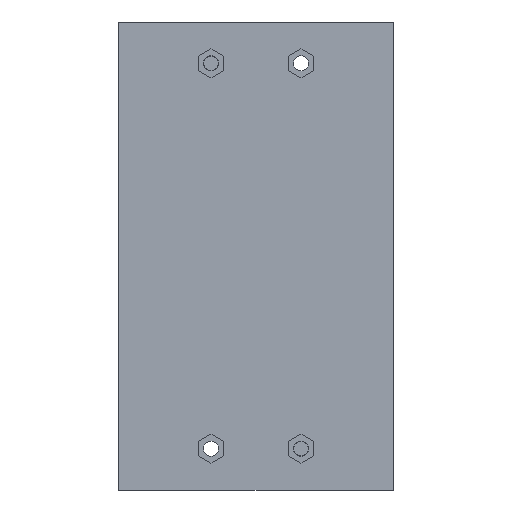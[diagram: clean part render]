
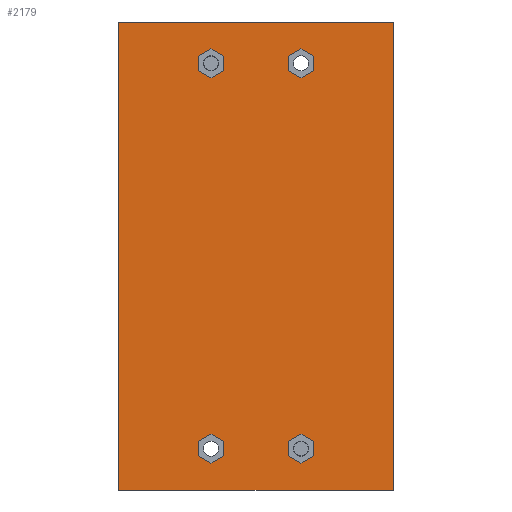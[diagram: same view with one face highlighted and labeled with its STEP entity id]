
A CAD part, front view. The second image highlights one B-rep face of the part: STEP entity #2179.
In plain terms, the highlighted planar face has unit normal (0, -1, 0).
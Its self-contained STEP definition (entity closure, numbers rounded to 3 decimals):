
#1961=AXIS2_PLACEMENT_3D('Plane Axis2P3D',#1958,#1959,#1960) ;
#403=CARTESIAN_POINT('Vertex',(-38.1,0.,-65.)) ;
#408=CARTESIAN_POINT('Line Origine',(-38.1,0.,0.)) ;
#412=CARTESIAN_POINT('Vertex',(-38.1,0.,65.)) ;
#1046=CARTESIAN_POINT('Vertex',(38.1,0.,65.)) ;
#1049=CARTESIAN_POINT('Line Origine',(38.1,0.,0.)) ;
#1053=CARTESIAN_POINT('Vertex',(38.1,0.,-65.)) ;
#1958=CARTESIAN_POINT('Axis2P3D Location',(0.,0.,-65.)) ;
#1963=CARTESIAN_POINT('Line Origine',(0.,0.,-65.)) ;
#1968=CARTESIAN_POINT('Line Origine',(0.,0.,65.)) ;
#1979=CARTESIAN_POINT('Line Origine',(-9.,0.,53.5)) ;
#1983=CARTESIAN_POINT('Vertex',(-9.,0.,51.479)) ;
#1985=CARTESIAN_POINT('Vertex',(-9.,0.,55.521)) ;
#1988=CARTESIAN_POINT('Line Origine',(-10.75,0.,50.469)) ;
#1992=CARTESIAN_POINT('Vertex',(-12.5,0.,49.459)) ;
#1995=CARTESIAN_POINT('Line Origine',(-14.25,0.,50.469)) ;
#1999=CARTESIAN_POINT('Vertex',(-16.,0.,51.479)) ;
#2002=CARTESIAN_POINT('Line Origine',(-16.,0.,53.5)) ;
#2006=CARTESIAN_POINT('Vertex',(-16.,0.,55.521)) ;
#2009=CARTESIAN_POINT('Line Origine',(-14.25,0.,56.531)) ;
#2013=CARTESIAN_POINT('Vertex',(-12.5,0.,57.541)) ;
#2016=CARTESIAN_POINT('Line Origine',(-10.75,0.,56.531)) ;
#2029=CARTESIAN_POINT('Line Origine',(-14.25,0.,-50.469)) ;
#2033=CARTESIAN_POINT('Vertex',(-12.5,0.,-49.459)) ;
#2035=CARTESIAN_POINT('Vertex',(-16.,0.,-51.479)) ;
#2038=CARTESIAN_POINT('Line Origine',(-10.75,0.,-50.469)) ;
#2042=CARTESIAN_POINT('Vertex',(-9.,0.,-51.479)) ;
#2045=CARTESIAN_POINT('Line Origine',(-9.,0.,-53.5)) ;
#2049=CARTESIAN_POINT('Vertex',(-9.,0.,-55.521)) ;
#2052=CARTESIAN_POINT('Line Origine',(-10.75,0.,-56.531)) ;
#2056=CARTESIAN_POINT('Vertex',(-12.5,0.,-57.541)) ;
#2059=CARTESIAN_POINT('Line Origine',(-14.25,0.,-56.531)) ;
#2063=CARTESIAN_POINT('Vertex',(-16.,0.,-55.521)) ;
#2066=CARTESIAN_POINT('Line Origine',(-16.,0.,-53.5)) ;
#2079=CARTESIAN_POINT('Line Origine',(10.75,0.,56.531)) ;
#2083=CARTESIAN_POINT('Vertex',(12.5,0.,57.541)) ;
#2085=CARTESIAN_POINT('Vertex',(9.,0.,55.521)) ;
#2088=CARTESIAN_POINT('Line Origine',(14.25,0.,56.531)) ;
#2092=CARTESIAN_POINT('Vertex',(16.,0.,55.521)) ;
#2095=CARTESIAN_POINT('Line Origine',(16.,0.,53.5)) ;
#2099=CARTESIAN_POINT('Vertex',(16.,0.,51.479)) ;
#2102=CARTESIAN_POINT('Line Origine',(14.25,0.,50.469)) ;
#2106=CARTESIAN_POINT('Vertex',(12.5,0.,49.459)) ;
#2109=CARTESIAN_POINT('Line Origine',(10.75,0.,50.469)) ;
#2113=CARTESIAN_POINT('Vertex',(9.,0.,51.479)) ;
#2116=CARTESIAN_POINT('Line Origine',(9.,0.,53.5)) ;
#2129=CARTESIAN_POINT('Line Origine',(9.,0.,-53.5)) ;
#2133=CARTESIAN_POINT('Vertex',(9.,0.,-51.479)) ;
#2135=CARTESIAN_POINT('Vertex',(9.,0.,-55.521)) ;
#2138=CARTESIAN_POINT('Line Origine',(10.75,0.,-50.469)) ;
#2142=CARTESIAN_POINT('Vertex',(12.5,0.,-49.459)) ;
#2145=CARTESIAN_POINT('Line Origine',(14.25,0.,-50.469)) ;
#2149=CARTESIAN_POINT('Vertex',(16.,0.,-51.479)) ;
#2152=CARTESIAN_POINT('Line Origine',(16.,0.,-53.5)) ;
#2156=CARTESIAN_POINT('Vertex',(16.,0.,-55.521)) ;
#2159=CARTESIAN_POINT('Line Origine',(14.25,0.,-56.531)) ;
#2163=CARTESIAN_POINT('Vertex',(12.5,0.,-57.541)) ;
#2166=CARTESIAN_POINT('Line Origine',(10.75,0.,-56.531)) ;
#409=DIRECTION('Vector Direction',(0.,0.,1.)) ;
#1050=DIRECTION('Vector Direction',(0.,0.,1.)) ;
#1959=DIRECTION('Axis2P3D Direction',(0.,1.,0.)) ;
#1960=DIRECTION('Axis2P3D XDirection',(0.,0.,1.)) ;
#1964=DIRECTION('Vector Direction',(1.,0.,0.)) ;
#1969=DIRECTION('Vector Direction',(1.,0.,0.)) ;
#1980=DIRECTION('Vector Direction',(0.,0.,-1.)) ;
#1989=DIRECTION('Vector Direction',(-0.866,0.,-0.5)) ;
#1996=DIRECTION('Vector Direction',(-0.866,0.,0.5)) ;
#2003=DIRECTION('Vector Direction',(0.,0.,1.)) ;
#2010=DIRECTION('Vector Direction',(0.866,0.,0.5)) ;
#2017=DIRECTION('Vector Direction',(0.866,0.,-0.5)) ;
#2030=DIRECTION('Vector Direction',(-0.866,0.,-0.5)) ;
#2039=DIRECTION('Vector Direction',(-0.866,0.,0.5)) ;
#2046=DIRECTION('Vector Direction',(0.,0.,1.)) ;
#2053=DIRECTION('Vector Direction',(0.866,0.,0.5)) ;
#2060=DIRECTION('Vector Direction',(0.866,0.,-0.5)) ;
#2067=DIRECTION('Vector Direction',(0.,0.,-1.)) ;
#2080=DIRECTION('Vector Direction',(-0.866,0.,-0.5)) ;
#2089=DIRECTION('Vector Direction',(-0.866,0.,0.5)) ;
#2096=DIRECTION('Vector Direction',(0.,0.,1.)) ;
#2103=DIRECTION('Vector Direction',(0.866,0.,0.5)) ;
#2110=DIRECTION('Vector Direction',(0.866,0.,-0.5)) ;
#2117=DIRECTION('Vector Direction',(0.,0.,-1.)) ;
#2130=DIRECTION('Vector Direction',(0.,0.,1.)) ;
#2139=DIRECTION('Vector Direction',(0.866,0.,0.5)) ;
#2146=DIRECTION('Vector Direction',(0.866,0.,-0.5)) ;
#2153=DIRECTION('Vector Direction',(0.,0.,-1.)) ;
#2160=DIRECTION('Vector Direction',(-0.866,0.,-0.5)) ;
#2167=DIRECTION('Vector Direction',(-0.866,0.,0.5)) ;
#410=VECTOR('Line Direction',#409,1.) ;
#1051=VECTOR('Line Direction',#1050,1.) ;
#1965=VECTOR('Line Direction',#1964,1.) ;
#1970=VECTOR('Line Direction',#1969,1.) ;
#1981=VECTOR('Line Direction',#1980,1.) ;
#1990=VECTOR('Line Direction',#1989,1.) ;
#1997=VECTOR('Line Direction',#1996,1.) ;
#2004=VECTOR('Line Direction',#2003,1.) ;
#2011=VECTOR('Line Direction',#2010,1.) ;
#2018=VECTOR('Line Direction',#2017,1.) ;
#2031=VECTOR('Line Direction',#2030,1.) ;
#2040=VECTOR('Line Direction',#2039,1.) ;
#2047=VECTOR('Line Direction',#2046,1.) ;
#2054=VECTOR('Line Direction',#2053,1.) ;
#2061=VECTOR('Line Direction',#2060,1.) ;
#2068=VECTOR('Line Direction',#2067,1.) ;
#2081=VECTOR('Line Direction',#2080,1.) ;
#2090=VECTOR('Line Direction',#2089,1.) ;
#2097=VECTOR('Line Direction',#2096,1.) ;
#2104=VECTOR('Line Direction',#2103,1.) ;
#2111=VECTOR('Line Direction',#2110,1.) ;
#2118=VECTOR('Line Direction',#2117,1.) ;
#2131=VECTOR('Line Direction',#2130,1.) ;
#2140=VECTOR('Line Direction',#2139,1.) ;
#2147=VECTOR('Line Direction',#2146,1.) ;
#2154=VECTOR('Line Direction',#2153,1.) ;
#2161=VECTOR('Line Direction',#2160,1.) ;
#2168=VECTOR('Line Direction',#2167,1.) ;
#1974=ORIENTED_EDGE('',*,*,#1967,.T.) ;
#1975=ORIENTED_EDGE('',*,*,#1055,.F.) ;
#1976=ORIENTED_EDGE('',*,*,#1972,.F.) ;
#1977=ORIENTED_EDGE('',*,*,#414,.T.) ;
#2022=ORIENTED_EDGE('',*,*,#1987,.F.) ;
#2023=ORIENTED_EDGE('',*,*,#1994,.F.) ;
#2024=ORIENTED_EDGE('',*,*,#2001,.F.) ;
#2025=ORIENTED_EDGE('',*,*,#2008,.F.) ;
#2026=ORIENTED_EDGE('',*,*,#2015,.F.) ;
#2027=ORIENTED_EDGE('',*,*,#2020,.F.) ;
#2072=ORIENTED_EDGE('',*,*,#2037,.F.) ;
#2073=ORIENTED_EDGE('',*,*,#2044,.F.) ;
#2074=ORIENTED_EDGE('',*,*,#2051,.F.) ;
#2075=ORIENTED_EDGE('',*,*,#2058,.F.) ;
#2076=ORIENTED_EDGE('',*,*,#2065,.F.) ;
#2077=ORIENTED_EDGE('',*,*,#2070,.F.) ;
#2122=ORIENTED_EDGE('',*,*,#2087,.F.) ;
#2123=ORIENTED_EDGE('',*,*,#2094,.F.) ;
#2124=ORIENTED_EDGE('',*,*,#2101,.F.) ;
#2125=ORIENTED_EDGE('',*,*,#2108,.F.) ;
#2126=ORIENTED_EDGE('',*,*,#2115,.F.) ;
#2127=ORIENTED_EDGE('',*,*,#2120,.F.) ;
#2172=ORIENTED_EDGE('',*,*,#2137,.F.) ;
#2173=ORIENTED_EDGE('',*,*,#2144,.F.) ;
#2174=ORIENTED_EDGE('',*,*,#2151,.F.) ;
#2175=ORIENTED_EDGE('',*,*,#2158,.F.) ;
#2176=ORIENTED_EDGE('',*,*,#2165,.F.) ;
#2177=ORIENTED_EDGE('',*,*,#2170,.F.) ;
#2028=FACE_BOUND('',#2021,.T.) ;
#2078=FACE_BOUND('',#2071,.T.) ;
#2128=FACE_BOUND('',#2121,.T.) ;
#2178=FACE_BOUND('',#2171,.T.) ;
#2179=ADVANCED_FACE('Interruttore base',(#1978,#2028,#2078,#2128,#2178),#1962,.F.) ;
#414=EDGE_CURVE('',#413,#404,#411,.F.) ;
#1055=EDGE_CURVE('',#1047,#1054,#1052,.F.) ;
#1967=EDGE_CURVE('',#404,#1054,#1966,.T.) ;
#1972=EDGE_CURVE('',#413,#1047,#1971,.T.) ;
#1987=EDGE_CURVE('',#1984,#1986,#1982,.F.) ;
#1994=EDGE_CURVE('',#1993,#1984,#1991,.F.) ;
#2001=EDGE_CURVE('',#2000,#1993,#1998,.F.) ;
#2008=EDGE_CURVE('',#2007,#2000,#2005,.F.) ;
#2015=EDGE_CURVE('',#2014,#2007,#2012,.F.) ;
#2020=EDGE_CURVE('',#1986,#2014,#2019,.F.) ;
#2037=EDGE_CURVE('',#2034,#2036,#2032,.T.) ;
#2044=EDGE_CURVE('',#2043,#2034,#2041,.T.) ;
#2051=EDGE_CURVE('',#2050,#2043,#2048,.T.) ;
#2058=EDGE_CURVE('',#2057,#2050,#2055,.T.) ;
#2065=EDGE_CURVE('',#2064,#2057,#2062,.T.) ;
#2070=EDGE_CURVE('',#2036,#2064,#2069,.T.) ;
#2087=EDGE_CURVE('',#2084,#2086,#2082,.T.) ;
#2094=EDGE_CURVE('',#2093,#2084,#2091,.T.) ;
#2101=EDGE_CURVE('',#2100,#2093,#2098,.T.) ;
#2108=EDGE_CURVE('',#2107,#2100,#2105,.T.) ;
#2115=EDGE_CURVE('',#2114,#2107,#2112,.T.) ;
#2120=EDGE_CURVE('',#2086,#2114,#2119,.T.) ;
#2137=EDGE_CURVE('',#2134,#2136,#2132,.F.) ;
#2144=EDGE_CURVE('',#2143,#2134,#2141,.F.) ;
#2151=EDGE_CURVE('',#2150,#2143,#2148,.F.) ;
#2158=EDGE_CURVE('',#2157,#2150,#2155,.F.) ;
#2165=EDGE_CURVE('',#2164,#2157,#2162,.F.) ;
#2170=EDGE_CURVE('',#2136,#2164,#2169,.F.) ;
#1973=EDGE_LOOP('',(#1974,#1975,#1976,#1977)) ;
#2021=EDGE_LOOP('',(#2022,#2023,#2024,#2025,#2026,#2027)) ;
#2071=EDGE_LOOP('',(#2072,#2073,#2074,#2075,#2076,#2077)) ;
#2121=EDGE_LOOP('',(#2122,#2123,#2124,#2125,#2126,#2127)) ;
#2171=EDGE_LOOP('',(#2172,#2173,#2174,#2175,#2176,#2177)) ;
#1978=FACE_OUTER_BOUND('',#1973,.T.) ;
#411=LINE('Line',#408,#410) ;
#1052=LINE('Line',#1049,#1051) ;
#1966=LINE('Line',#1963,#1965) ;
#1971=LINE('Line',#1968,#1970) ;
#1982=LINE('Line',#1979,#1981) ;
#1991=LINE('Line',#1988,#1990) ;
#1998=LINE('Line',#1995,#1997) ;
#2005=LINE('Line',#2002,#2004) ;
#2012=LINE('Line',#2009,#2011) ;
#2019=LINE('Line',#2016,#2018) ;
#2032=LINE('Line',#2029,#2031) ;
#2041=LINE('Line',#2038,#2040) ;
#2048=LINE('Line',#2045,#2047) ;
#2055=LINE('Line',#2052,#2054) ;
#2062=LINE('Line',#2059,#2061) ;
#2069=LINE('Line',#2066,#2068) ;
#2082=LINE('Line',#2079,#2081) ;
#2091=LINE('Line',#2088,#2090) ;
#2098=LINE('Line',#2095,#2097) ;
#2105=LINE('Line',#2102,#2104) ;
#2112=LINE('Line',#2109,#2111) ;
#2119=LINE('Line',#2116,#2118) ;
#2132=LINE('Line',#2129,#2131) ;
#2141=LINE('Line',#2138,#2140) ;
#2148=LINE('Line',#2145,#2147) ;
#2155=LINE('Line',#2152,#2154) ;
#2162=LINE('Line',#2159,#2161) ;
#2169=LINE('Line',#2166,#2168) ;
#1962=PLANE('',#1961) ;
#404=VERTEX_POINT('',#403) ;
#413=VERTEX_POINT('',#412) ;
#1047=VERTEX_POINT('',#1046) ;
#1054=VERTEX_POINT('',#1053) ;
#1984=VERTEX_POINT('',#1983) ;
#1986=VERTEX_POINT('',#1985) ;
#1993=VERTEX_POINT('',#1992) ;
#2000=VERTEX_POINT('',#1999) ;
#2007=VERTEX_POINT('',#2006) ;
#2014=VERTEX_POINT('',#2013) ;
#2034=VERTEX_POINT('',#2033) ;
#2036=VERTEX_POINT('',#2035) ;
#2043=VERTEX_POINT('',#2042) ;
#2050=VERTEX_POINT('',#2049) ;
#2057=VERTEX_POINT('',#2056) ;
#2064=VERTEX_POINT('',#2063) ;
#2084=VERTEX_POINT('',#2083) ;
#2086=VERTEX_POINT('',#2085) ;
#2093=VERTEX_POINT('',#2092) ;
#2100=VERTEX_POINT('',#2099) ;
#2107=VERTEX_POINT('',#2106) ;
#2114=VERTEX_POINT('',#2113) ;
#2134=VERTEX_POINT('',#2133) ;
#2136=VERTEX_POINT('',#2135) ;
#2143=VERTEX_POINT('',#2142) ;
#2150=VERTEX_POINT('',#2149) ;
#2157=VERTEX_POINT('',#2156) ;
#2164=VERTEX_POINT('',#2163) ;
